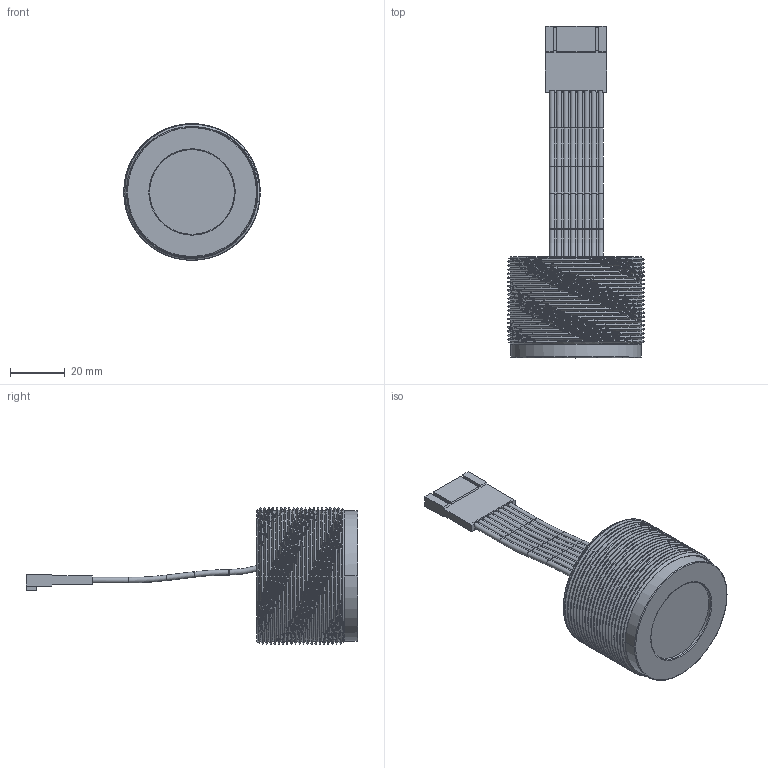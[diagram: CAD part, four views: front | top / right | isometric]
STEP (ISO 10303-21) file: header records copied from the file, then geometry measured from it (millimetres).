
FILE_DESCRIPTION((''),'2;1');
FILE_NAME('CAD-8955_ASM','2024-01-29T14:16:00',('creinig-se'),(''),'CREO PARAMETRIC BY PTC INC, 2022284','CREO PARAMETRIC BY PTC INC, 2022284','');
FILE_SCHEMA(('CONFIG_CONTROL_DESIGN','SHAPE_APPEARANCE_LAYERS_GROUPS'));
Length unit declared in the file: millimetre
Products named in the file (3): CAD-8795_04DG05_M50_SLEEVE; CAD-8955_CABLE_SET_SW0001; CAD-8955_ASM
Assembly tree (2 placements, depth 2):
  CAD-8955_ASM
    CAD-8795_04DG05_M50_SLEEVE
    CAD-8955_CABLE_SET_SW0001
Bounding box: 49.95 x 121.41 x 49.9 mm (x, y, z)
Volume: 71600.6 mm3; surface area: 19080.4 mm2
Topology: 2 solids, 3 shells, 660 faces, 1952 edges, 1267 vertices
Faces by surface type: plane 386, cylinder 188, torus 62, bspline 20, cone 4
Entity records: 35087 total; most frequent: CARTESIAN_POINT 12465, ORIENTED_EDGE 3904, DIRECTION 3543, EDGE_CURVE 1952, VECTOR 1307, LINE 1307, VERTEX_POINT 1267, AXIS2_PLACEMENT_3D 1118
